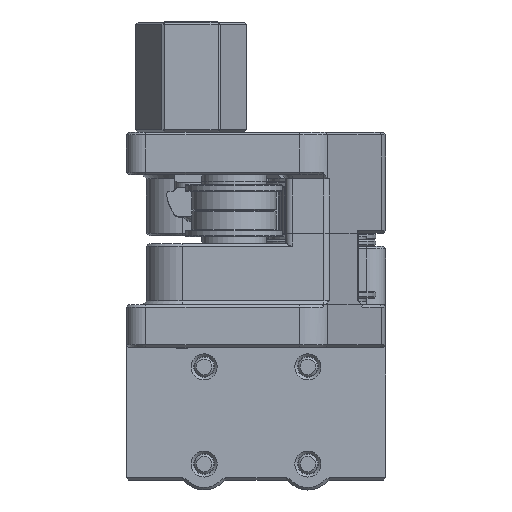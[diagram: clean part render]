
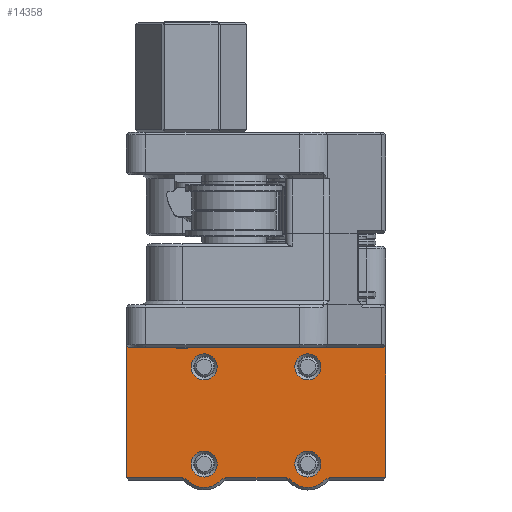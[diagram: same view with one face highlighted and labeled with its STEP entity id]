
A CAD part, left-side view. The second image highlights one B-rep face of the part: STEP entity #14358.
In plain terms, the highlighted face is planar.
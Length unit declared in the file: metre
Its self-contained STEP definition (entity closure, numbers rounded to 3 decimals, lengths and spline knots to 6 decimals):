
#624=LINE('',#23010,#1583);
#625=LINE('',#23012,#1584);
#628=LINE('',#23020,#1587);
#631=LINE('',#23026,#1590);
#632=LINE('',#23028,#1591);
#635=LINE('',#23036,#1594);
#638=LINE('',#23042,#1597);
#641=LINE('',#24478,#1600);
#668=LINE('',#24670,#1627);
#669=LINE('',#24672,#1628);
#670=LINE('',#24673,#1629);
#671=LINE('',#24675,#1630);
#1583=VECTOR('',#18047,1.);
#1584=VECTOR('',#18050,1.);
#1587=VECTOR('',#18059,1.);
#1590=VECTOR('',#18064,1.);
#1591=VECTOR('',#18067,1.);
#1594=VECTOR('',#18076,1.);
#1597=VECTOR('',#18081,1.);
#1600=VECTOR('',#18164,1.);
#1627=VECTOR('',#18249,1.);
#1628=VECTOR('',#18250,1.);
#1629=VECTOR('',#18251,1.);
#1630=VECTOR('',#18252,1.);
#4040=ORIENTED_EDGE('',*,*,#7486,.T.);
#4041=ORIENTED_EDGE('',*,*,#7485,.T.);
#4042=ORIENTED_EDGE('',*,*,#7484,.T.);
#4043=ORIENTED_EDGE('',*,*,#7483,.T.);
#4044=ORIENTED_EDGE('',*,*,#7570,.T.);
#4045=ORIENTED_EDGE('',*,*,#7527,.T.);
#4046=ORIENTED_EDGE('',*,*,#7571,.F.);
#4047=ORIENTED_EDGE('',*,*,#7482,.T.);
#4048=ORIENTED_EDGE('',*,*,#7479,.F.);
#4049=ORIENTED_EDGE('',*,*,#7478,.T.);
#4050=ORIENTED_EDGE('',*,*,#7475,.F.);
#4051=ORIENTED_EDGE('',*,*,#7474,.T.);
#4052=ORIENTED_EDGE('',*,*,#7471,.F.);
#4053=ORIENTED_EDGE('',*,*,#7469,.T.);
#4054=ORIENTED_EDGE('',*,*,#7467,.F.);
#4055=ORIENTED_EDGE('',*,*,#7466,.T.);
#4056=ORIENTED_EDGE('',*,*,#7572,.T.);
#4057=ORIENTED_EDGE('',*,*,#7573,.T.);
#7466=EDGE_CURVE('',#9320,#9321,#624,.T.);
#7467=EDGE_CURVE('',#9320,#9322,#625,.T.);
#7469=EDGE_CURVE('',#9323,#9322,#10495,.F.);
#7471=EDGE_CURVE('',#9323,#9324,#628,.T.);
#7474=EDGE_CURVE('',#9325,#9324,#631,.T.);
#7475=EDGE_CURVE('',#9325,#9326,#632,.T.);
#7478=EDGE_CURVE('',#9327,#9326,#10496,.F.);
#7479=EDGE_CURVE('',#9327,#9328,#635,.T.);
#7482=EDGE_CURVE('',#9329,#9328,#638,.T.);
#7483=EDGE_CURVE('',#9330,#9330,#10497,.T.);
#7484=EDGE_CURVE('',#9331,#9331,#10498,.T.);
#7485=EDGE_CURVE('',#9332,#9332,#10499,.T.);
#7486=EDGE_CURVE('',#9333,#9333,#10500,.T.);
#7527=EDGE_CURVE('',#9364,#9365,#641,.F.);
#7570=EDGE_CURVE('',#9386,#9364,#668,.T.);
#7571=EDGE_CURVE('',#9329,#9365,#669,.T.);
#7572=EDGE_CURVE('',#9321,#9387,#670,.T.);
#7573=EDGE_CURVE('',#9387,#9386,#671,.T.);
#9320=VERTEX_POINT('',#23007);
#9321=VERTEX_POINT('',#23009);
#9322=VERTEX_POINT('',#23013);
#9323=VERTEX_POINT('',#23017);
#9324=VERTEX_POINT('',#23021);
#9325=VERTEX_POINT('',#23025);
#9326=VERTEX_POINT('',#23029);
#9327=VERTEX_POINT('',#23033);
#9328=VERTEX_POINT('',#23037);
#9329=VERTEX_POINT('',#23041);
#9330=VERTEX_POINT('',#23045);
#9331=VERTEX_POINT('',#23048);
#9332=VERTEX_POINT('',#23051);
#9333=VERTEX_POINT('',#23054);
#9364=VERTEX_POINT('',#24479);
#9365=VERTEX_POINT('',#24480);
#9386=VERTEX_POINT('',#24671);
#9387=VERTEX_POINT('',#24674);
#10495=CIRCLE('',#15671,0.0036);
#10496=CIRCLE('',#15676,0.0036);
#10497=CIRCLE('',#15680,0.002);
#10498=CIRCLE('',#15682,0.002);
#10499=CIRCLE('',#15684,0.002);
#10500=CIRCLE('',#15686,0.002);
#11445=EDGE_LOOP('',(#4040));
#11446=EDGE_LOOP('',(#4041));
#11447=EDGE_LOOP('',(#4042));
#11448=EDGE_LOOP('',(#4043));
#11449=EDGE_LOOP('',(#4044,#4045,#4046,#4047,#4048,#4049,#4050,#4051,#4052,
#4053,#4054,#4055,#4056,#4057));
#12713=FACE_BOUND('',#11445,.T.);
#12714=FACE_BOUND('',#11446,.T.);
#12715=FACE_BOUND('',#11447,.T.);
#12716=FACE_BOUND('',#11448,.T.);
#12717=FACE_BOUND('',#11449,.T.);
#13787=PLANE('',#15747);
#14358=ADVANCED_FACE('',(#12713,#12714,#12715,#12716,#12717),#13787,.F.);
#15671=AXIS2_PLACEMENT_3D('',#23016,#18054,#18055);
#15676=AXIS2_PLACEMENT_3D('',#23034,#18072,#18073);
#15680=AXIS2_PLACEMENT_3D('',#23044,#18084,#18085);
#15682=AXIS2_PLACEMENT_3D('',#23047,#18088,#18089);
#15684=AXIS2_PLACEMENT_3D('',#23050,#18092,#18093);
#15686=AXIS2_PLACEMENT_3D('',#23053,#18096,#18097);
#15747=AXIS2_PLACEMENT_3D('',#24669,#18247,#18248);
#18047=DIRECTION('',(-1.,0.,0.));
#18050=DIRECTION('',(0.911,0.,-0.413));
#18054=DIRECTION('',(0.,-1.,0.));
#18055=DIRECTION('',(0.,0.,-1.));
#18059=DIRECTION('',(0.911,0.,0.413));
#18064=DIRECTION('',(-1.,0.,0.));
#18067=DIRECTION('',(0.911,0.,-0.413));
#18072=DIRECTION('',(0.,-1.,0.));
#18073=DIRECTION('',(0.,0.,-1.));
#18076=DIRECTION('',(0.911,0.,0.413));
#18081=DIRECTION('',(-1.,0.,0.));
#18084=DIRECTION('',(0.,-1.,0.));
#18085=DIRECTION('',(0.,0.,-1.));
#18088=DIRECTION('',(0.,-1.,0.));
#18089=DIRECTION('',(0.,0.,-1.));
#18092=DIRECTION('',(0.,-1.,0.));
#18093=DIRECTION('',(0.,0.,-1.));
#18096=DIRECTION('',(0.,-1.,0.));
#18097=DIRECTION('',(0.,0.,-1.));
#18164=DIRECTION('',(-0.707,0.,-0.707));
#18247=DIRECTION('',(0.,-1.,0.));
#18248=DIRECTION('',(1.,0.,0.));
#18249=DIRECTION('',(1.,0.,0.));
#18250=DIRECTION('',(0.,0.,1.));
#18251=DIRECTION('',(0.,0.,1.));
#18252=DIRECTION('',(0.707,0.,-0.707));
#23007=CARTESIAN_POINT('',(0.008691,0.,0.0004));
#23009=CARTESIAN_POINT('',(0.,0.,0.0004));
#23010=CARTESIAN_POINT('',(0.02,0.,0.0004));
#23012=CARTESIAN_POINT('',(0.009293,0.,0.000127));
#23013=CARTESIAN_POINT('',(0.009293,0.,0.000127));
#23016=CARTESIAN_POINT('',(0.012,0.,0.0025));
#23017=CARTESIAN_POINT('',(0.014707,0.,0.000127));
#23020=CARTESIAN_POINT('',(0.015309,0.,0.0004));
#23021=CARTESIAN_POINT('',(0.015309,0.,0.0004));
#23025=CARTESIAN_POINT('',(0.024691,0.,0.0004));
#23026=CARTESIAN_POINT('',(0.02,0.,0.0004));
#23028=CARTESIAN_POINT('',(0.025293,0.,0.000127));
#23029=CARTESIAN_POINT('',(0.025293,0.,0.000127));
#23033=CARTESIAN_POINT('',(0.030707,0.,0.000127));
#23034=CARTESIAN_POINT('',(0.028,0.,0.0025));
#23036=CARTESIAN_POINT('',(0.031309,0.,0.0004));
#23037=CARTESIAN_POINT('',(0.031309,0.,0.0004));
#23041=CARTESIAN_POINT('',(0.04,0.,0.0004));
#23042=CARTESIAN_POINT('',(0.02,0.,0.0004));
#23044=CARTESIAN_POINT('',(0.028,0.,0.0175));
#23045=CARTESIAN_POINT('',(0.028,0.,0.0155));
#23047=CARTESIAN_POINT('',(0.012,0.,0.0175));
#23048=CARTESIAN_POINT('',(0.012,0.,0.0155));
#23050=CARTESIAN_POINT('',(0.012,0.,0.0025));
#23051=CARTESIAN_POINT('',(0.012,0.,0.0005));
#23053=CARTESIAN_POINT('',(0.028,0.,0.0025));
#23054=CARTESIAN_POINT('',(0.028,0.,0.0005));
#24478=CARTESIAN_POINT('',(0.024675,0.,0.005575));
#24479=CARTESIAN_POINT('',(0.0396,0.,0.0205));
#24480=CARTESIAN_POINT('',(0.04,0.,0.0209));
#24669=CARTESIAN_POINT('',(0.02,0.,0.01025));
#24670=CARTESIAN_POINT('',(0.02,0.,0.0205));
#24671=CARTESIAN_POINT('',(0.0004,0.,0.0205));
#24672=CARTESIAN_POINT('',(0.04,0.,0.01025));
#24673=CARTESIAN_POINT('',(0.,0.,0.01025));
#24674=CARTESIAN_POINT('',(0.,0.,0.0209));
#24675=CARTESIAN_POINT('',(0.015325,0.,0.005575));
